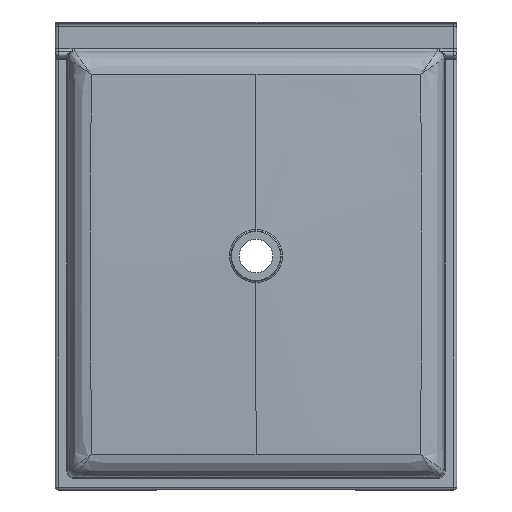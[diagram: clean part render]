
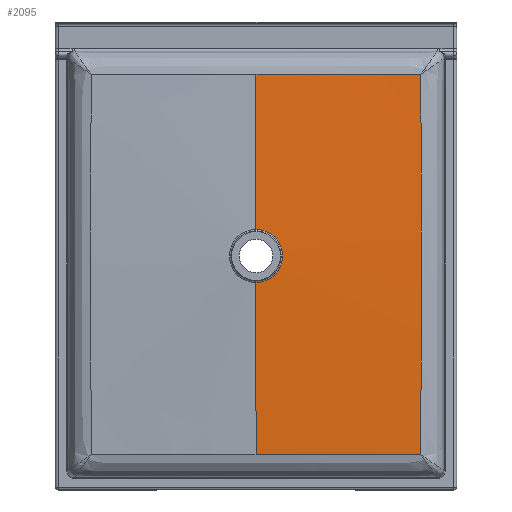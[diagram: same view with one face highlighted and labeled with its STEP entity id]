
A CAD part, front view. The second image highlights one B-rep face of the part: STEP entity #2095.
In plain terms, the highlighted conical face has half-angle 88 degrees and reference radius 59.674 mm.
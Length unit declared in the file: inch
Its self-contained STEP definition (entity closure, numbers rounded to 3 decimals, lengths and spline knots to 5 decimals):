
#690 = CARTESIAN_POINT ( 'NONE',  ( 14.79984, -3.37801, 16.30491 ) ) ;
#718 = CARTESIAN_POINT ( 'NONE',  ( 0., -4.06392, 2.37809 ) ) ;
#1167 = AXIS2_PLACEMENT_3D ( 'NONE', #5106, #5097, #4408 ) ;
#1168 = CONICAL_SURFACE ( 'NONE', #1167, 2.34936, 1.536 ) ;
#1481 = CARTESIAN_POINT ( 'NONE',  ( 0., -3.57691, 16.32416 ) ) ;
#1483 = CARTESIAN_POINT ( 'NONE',  ( 1.23348, -3.57691, 16.32416 ) ) ;
#1489 = CARTESIAN_POINT ( 'NONE',  ( 2.46702, -3.572, 16.3235 ) ) ;
#1491 = CARTESIAN_POINT ( 'NONE',  ( 4.93387, -3.55303, 16.32115 ) ) ;
#1499 = CARTESIAN_POINT ( 'NONE',  ( 6.16723, -3.53901, 16.31946 ) ) ;
#1500 = CARTESIAN_POINT ( 'NONE',  ( 8.63385, -3.50355, 16.31562 ) ) ;
#1501 = CARTESIAN_POINT ( 'NONE',  ( 9.8671, -3.48214, 16.31347 ) ) ;
#1505 = CARTESIAN_POINT ( 'NONE',  ( 13.5667, -3.40689, 16.30698 ) ) ;
#1514 = CARTESIAN_POINT ( 'NONE',  ( 14.79984, -3.37801, 16.30491 ) ) ;
#1796 = DIRECTION ( 'NONE',  ( 0., 0.035, 0.999 ) ) ;
#1802 = ORIENTED_EDGE ( 'NONE', *, *, #2370, .F. ) ;
#1822 = ORIENTED_EDGE ( 'NONE', *, *, #2411, .T. ) ;
#1852 = B_SPLINE_CURVE_WITH_KNOTS ( 'NONE', 3,
 ( #3410, #3409, #3401, #3398, #3390, #3387, #3369, #3368, #3367, #3356, #3350, #3348, #3340, #3337, #3330, #3329, #3328, #3321 ),
 .UNSPECIFIED., .F., .F.,
 ( 4, 2, 2, 2, 2, 2, 2, 2, 4 ),
 ( 0., 0.10832, 0.21664, 0.32496, 0.43328, 0.54161, 0.64993, 0.75825, 0.86657 ),
 .UNSPECIFIED. ) ;
#1856 = ORIENTED_EDGE ( 'NONE', *, *, #2433, .T. ) ;
#1873 = ORIENTED_EDGE ( 'NONE', *, *, #2576, .T. ) ;
#1911 = ORIENTED_EDGE ( 'NONE', *, *, #3190, .T. ) ;
#1924 = ORIENTED_EDGE ( 'NONE', *, *, #6037, .F. ) ;
#1939 = CARTESIAN_POINT ( 'NONE',  ( 14.7974, -3.33845, -17.80704 ) ) ;
#2095 = ADVANCED_FACE ( 'NONE', ( #5108 ), #1168, .T. ) ;
#2370 = EDGE_CURVE ( 'NONE', #4459, #5543, #4881, .T. ) ;
#2411 = EDGE_CURVE ( 'NONE', #4459, #4944, #3638, .T. ) ;
#2426 = B_SPLINE_CURVE_WITH_KNOTS ( 'NONE', 3,
 ( #1514, #1505, #6723, #1501, #1500, #1499, #1491, #1489, #1483, #1481 ),
 .UNSPECIFIED., .F., .F.,
 ( 4, 2, 2, 2, 4 ),
 ( 0., 0.09399, 0.18798, 0.28196, 0.37595 ),
 .UNSPECIFIED. ) ;
#2433 = EDGE_CURVE ( 'NONE', #4944, #5231, #4438, .T. ) ;
#2576 = EDGE_CURVE ( 'NONE', #5231, #5555, #1852, .T. ) ;
#3190 = EDGE_CURVE ( 'NONE', #5555, #3972, #2426, .T. ) ;
#3321 = CARTESIAN_POINT ( 'NONE',  ( 14.79984, -3.37801, 16.30491 ) ) ;
#3328 = CARTESIAN_POINT ( 'NONE',  ( 14.80223, -3.4147, 14.8838 ) ) ;
#3329 = CARTESIAN_POINT ( 'NONE',  ( 14.80483, -3.44924, 13.46262 ) ) ;
#3330 = CARTESIAN_POINT ( 'NONE',  ( 14.81025, -3.51172, 10.62016 ) ) ;
#3337 = CARTESIAN_POINT ( 'NONE',  ( 14.81307, -3.53965, 9.1989 ) ) ;
#3340 = CARTESIAN_POINT ( 'NONE',  ( 14.81826, -3.58562, 6.35626 ) ) ;
#3348 = CARTESIAN_POINT ( 'NONE',  ( 14.82061, -3.60363, 4.93488 ) ) ;
#3350 = CARTESIAN_POINT ( 'NONE',  ( 14.82372, -3.62642, 2.09199 ) ) ;
#3356 = CARTESIAN_POINT ( 'NONE',  ( 14.82443, -3.63113, 0.67046 ) ) ;
#3367 = CARTESIAN_POINT ( 'NONE',  ( 14.82371, -3.62613, -2.17274 ) ) ;
#3368 = CARTESIAN_POINT ( 'NONE',  ( 14.82229, -3.61644, -3.59441 ) ) ;
#3369 = CARTESIAN_POINT ( 'NONE',  ( 14.8182, -3.58475, -6.43737 ) ) ;
#3387 = CARTESIAN_POINT ( 'NONE',  ( 14.81556, -3.56283, -7.85874 ) ) ;
#3390 = CARTESIAN_POINT ( 'NONE',  ( 14.81013, -3.51029, -10.70132 ) ) ;
#3398 = CARTESIAN_POINT ( 'NONE',  ( 14.80734, -3.4797, -12.12253 ) ) ;
#3401 = CARTESIAN_POINT ( 'NONE',  ( 14.8021, -3.41284, -14.96485 ) ) ;
#3409 = CARTESIAN_POINT ( 'NONE',  ( 14.79964, -3.37657, -16.38596 ) ) ;
#3410 = CARTESIAN_POINT ( 'NONE',  ( 14.7974, -3.33845, -17.80704 ) ) ;
#3538 = EDGE_LOOP ( 'NONE', ( #1802, #1822, #1856, #1873, #1911, #1924 ) ) ;
#3587 = CARTESIAN_POINT ( 'NONE',  ( 14.7974, -3.33845, -17.80704 ) ) ;
#3589 = CARTESIAN_POINT ( 'NONE',  ( 12.33148, -3.39338, -17.81093 ) ) ;
#3591 = CARTESIAN_POINT ( 'NONE',  ( 9.86546, -3.44029, -17.81513 ) ) ;
#3599 = CARTESIAN_POINT ( 'NONE',  ( 6.16615, -3.48967, -17.82017 ) ) ;
#3601 = CARTESIAN_POINT ( 'NONE',  ( 4.933, -3.5026, -17.82161 ) ) ;
#3606 = CARTESIAN_POINT ( 'NONE',  ( 2.46658, -3.52004, -17.82361 ) ) ;
#3607 = CARTESIAN_POINT ( 'NONE',  ( 1.2333, -3.52453, -17.82416 ) ) ;
#3608 = CARTESIAN_POINT ( 'NONE',  ( 0., -3.52453, -17.82416 ) ) ;
#3628 = DIRECTION ( 'NONE',  ( 0., 0.035, -0.999 ) ) ;
#3636 = CARTESIAN_POINT ( 'NONE',  ( 0., -4.06492, -2.34936 ) ) ;
#3638 = LINE ( 'NONE', #3636, #4793 ) ;
#3972 = VERTEX_POINT ( 'NONE', #7703 ) ;
#4139 = DIRECTION ( 'NONE',  ( 0., 0., -1. ) ) ;
#4141 = DIRECTION ( 'NONE',  ( 0., -1., 0. ) ) ;
#4148 = CARTESIAN_POINT ( 'NONE',  ( 0., -4.06392, 0. ) ) ;
#4161 = CARTESIAN_POINT ( 'NONE',  ( 0., -3.52453, -17.82416 ) ) ;
#4343 = CARTESIAN_POINT ( 'NONE',  ( 0., -4.06492, 2.34936 ) ) ;
#4408 = DIRECTION ( 'NONE',  ( 0., 0., 1. ) ) ;
#4438 = B_SPLINE_CURVE_WITH_KNOTS ( 'NONE', 3,
 ( #3608, #3607, #3606, #3601, #3599, #3591, #3589, #3587 ),
 .UNSPECIFIED., .F., .F.,
 ( 4, 2, 2, 4 ),
 ( 0.37588, 0.46985, 0.56382, 0.75176 ),
 .UNSPECIFIED. ) ;
#4459 = VERTEX_POINT ( 'NONE', #5341 ) ;
#4793 = VECTOR ( 'NONE', #3628, 39.37008 ) ;
#4876 = AXIS2_PLACEMENT_3D ( 'NONE', #4148, #4141, #4139 ) ;
#4881 = CIRCLE ( 'NONE', #4876, 2.37809 ) ;
#4944 = VERTEX_POINT ( 'NONE', #4161 ) ;
#5097 = DIRECTION ( 'NONE',  ( 0., 1., 0. ) ) ;
#5106 = CARTESIAN_POINT ( 'NONE',  ( 0., -4.06492, 0. ) ) ;
#5108 = FACE_OUTER_BOUND ( 'NONE', #3538, .T. ) ;
#5231 = VERTEX_POINT ( 'NONE', #1939 ) ;
#5341 = CARTESIAN_POINT ( 'NONE',  ( 0., -4.06392, -2.37809 ) ) ;
#5543 = VERTEX_POINT ( 'NONE', #718 ) ;
#5555 = VERTEX_POINT ( 'NONE', #690 ) ;
#6037 = EDGE_CURVE ( 'NONE', #5543, #3972, #6634, .T. ) ;
#6634 = LINE ( 'NONE', #4343, #7190 ) ;
#6723 = CARTESIAN_POINT ( 'NONE',  ( 12.33353, -3.43381, 16.30915 ) ) ;
#7190 = VECTOR ( 'NONE', #1796, 39.37008 ) ;
#7703 = CARTESIAN_POINT ( 'NONE',  ( 0., -3.57691, 16.32416 ) ) ;
